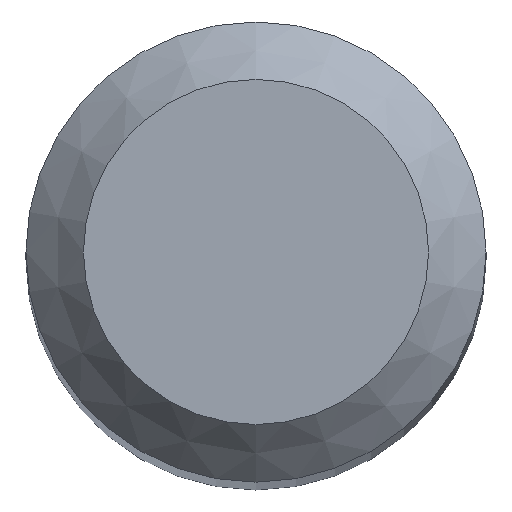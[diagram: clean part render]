
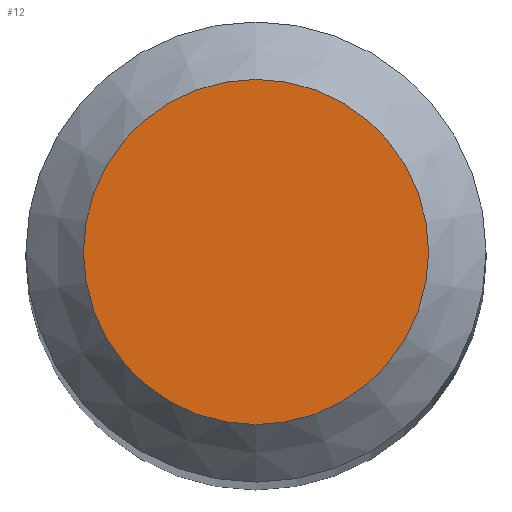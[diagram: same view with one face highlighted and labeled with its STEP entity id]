
A CAD part, top view. The second image highlights one B-rep face of the part: STEP entity #12.
In plain terms, the highlighted planar face has unit normal (0, 0, 1).
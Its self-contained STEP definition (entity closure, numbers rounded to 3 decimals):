
#12 = ADVANCED_FACE ( 'NONE', ( #100 ), #121, .F. ) ;
#46 = EDGE_CURVE ( 'NONE', #68, #68, #162, .T. ) ;
#68 = VERTEX_POINT ( 'NONE', #212 ) ;
#83 = CARTESIAN_POINT ( 'NONE',  ( 0., 0., 66. ) ) ;
#100 = FACE_OUTER_BOUND ( 'NONE', #117, .T. ) ;
#117 = EDGE_LOOP ( 'NONE', ( #177 ) ) ;
#119 = DIRECTION ( 'NONE',  ( 0., 0., -1. ) ) ;
#121 = PLANE ( 'NONE',  #189 ) ;
#162 = CIRCLE ( 'NONE', #184, 1.5 ) ;
#177 = ORIENTED_EDGE ( 'NONE', *, *, #46, .F. ) ;
#180 = CARTESIAN_POINT ( 'NONE',  ( 0., 0., 66. ) ) ;
#182 = DIRECTION ( 'NONE',  ( 0., 1., 0. ) ) ;
#184 = AXIS2_PLACEMENT_3D ( 'NONE', #180, #119, #221 ) ;
#189 = AXIS2_PLACEMENT_3D ( 'NONE', #83, #228, #182 ) ;
#212 = CARTESIAN_POINT ( 'NONE',  ( 0., 1.5, 66. ) ) ;
#221 = DIRECTION ( 'NONE',  ( 0., 1., 0. ) ) ;
#228 = DIRECTION ( 'NONE',  ( 0., 0., -1. ) ) ;
